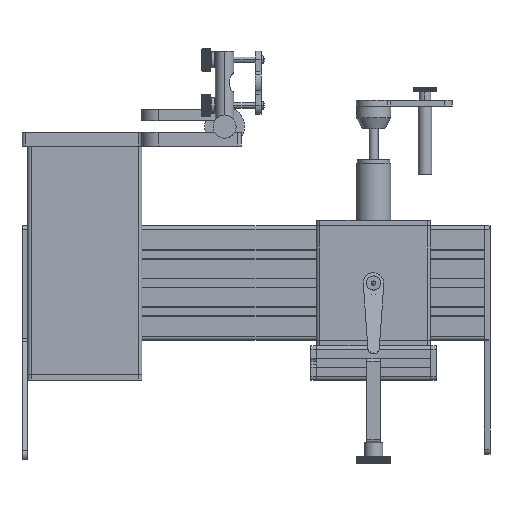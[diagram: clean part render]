
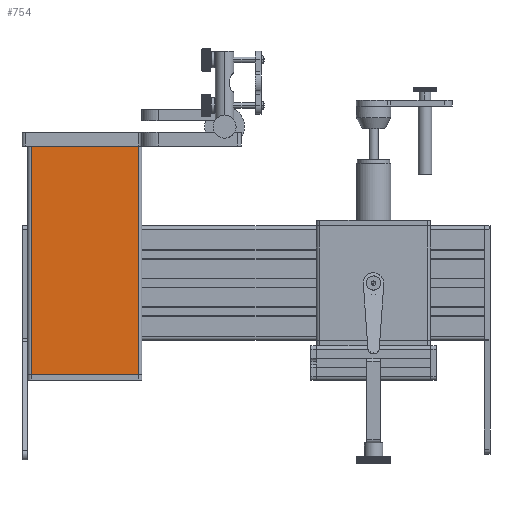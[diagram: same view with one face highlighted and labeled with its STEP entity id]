
A CAD part, front view. The second image highlights one B-rep face of the part: STEP entity #754.
In plain terms, the highlighted planar face has unit normal (0, -1, 0).
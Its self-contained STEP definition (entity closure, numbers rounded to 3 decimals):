
#754=ADVANCED_FACE('',(#3862),#45274,.T.);
#3862=FACE_OUTER_BOUND('',#6999,.T.);
#6999=EDGE_LOOP('',(#11819,#11820,#11821,#11822));
#11819=ORIENTED_EDGE('',*,*,#26201,.F.);
#11820=ORIENTED_EDGE('',*,*,#26200,.F.);
#11821=ORIENTED_EDGE('',*,*,#26199,.T.);
#11822=ORIENTED_EDGE('',*,*,#26010,.T.);
#26010=EDGE_CURVE('',#40906,#40907,#38011,.T.);
#26199=EDGE_CURVE('',#41064,#40906,#38124,.T.);
#26200=EDGE_CURVE('',#41064,#41065,#38125,.T.);
#26201=EDGE_CURVE('',#41065,#40907,#38126,.T.);
#38011=B_SPLINE_CURVE_WITH_KNOTS('',1,(#58327,#58328),.UNSPECIFIED.,.F.,
 .F.,(2,2),(154.503,248.503),.UNSPECIFIED.);
#38124=B_SPLINE_CURVE_WITH_KNOTS('',1,(#58829,#58830),.UNSPECIFIED.,.F.,
 .F.,(2,2),(-200.,0.),.UNSPECIFIED.);
#38125=B_SPLINE_CURVE_WITH_KNOTS('',1,(#58831,#58832),.UNSPECIFIED.,.F.,
 .F.,(2,2),(154.503,248.503),.UNSPECIFIED.);
#38126=B_SPLINE_CURVE_WITH_KNOTS('',1,(#58833,#58834),.UNSPECIFIED.,.F.,
 .F.,(2,2),(-200.,0.),.UNSPECIFIED.);
#40906=VERTEX_POINT('',#57955);
#40907=VERTEX_POINT('',#57956);
#41064=VERTEX_POINT('',#58113);
#41065=VERTEX_POINT('',#58114);
#45274=PLANE('',#48527);
#48527=AXIS2_PLACEMENT_3D('',#57794,#50910,$);
#50910=DIRECTION('',(0.,-1.,0.));
#57794=CARTESIAN_POINT('',(-66.,-57.,-80.));
#57955=CARTESIAN_POINT('',(-160.,-57.,-80.));
#57956=CARTESIAN_POINT('',(-66.,-57.,-80.));
#58113=CARTESIAN_POINT('',(-160.,-57.,120.));
#58114=CARTESIAN_POINT('',(-66.,-57.,120.));
#58327=CARTESIAN_POINT('',(-160.,-57.,-80.));
#58328=CARTESIAN_POINT('',(-66.,-57.,-80.));
#58829=CARTESIAN_POINT('',(-160.,-57.,120.));
#58830=CARTESIAN_POINT('',(-160.,-57.,-80.));
#58831=CARTESIAN_POINT('',(-160.,-57.,120.));
#58832=CARTESIAN_POINT('',(-66.,-57.,120.));
#58833=CARTESIAN_POINT('',(-66.,-57.,120.));
#58834=CARTESIAN_POINT('',(-66.,-57.,-80.));
